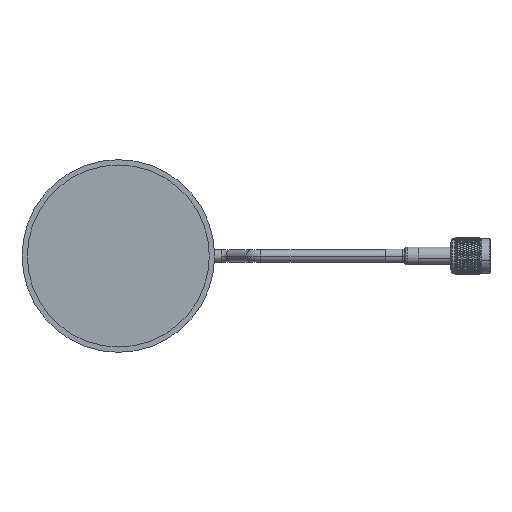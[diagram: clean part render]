
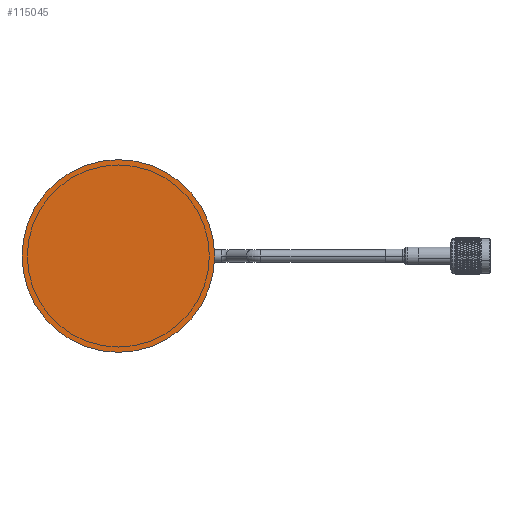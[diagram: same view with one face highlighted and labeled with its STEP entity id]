
A CAD part, front view. The second image highlights one B-rep face of the part: STEP entity #115045.
In plain terms, the highlighted planar face has unit normal (0, -1, 0).
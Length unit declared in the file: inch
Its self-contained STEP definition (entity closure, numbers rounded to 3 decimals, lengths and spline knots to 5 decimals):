
#24317 = CARTESIAN_POINT ( 'NONE',  ( 0., -0.00984, 0. ) ) ;
#26101 = CIRCLE ( 'NONE', #119621, 1.49606 ) ;
#30776 = VERTEX_POINT ( 'NONE', #33790 ) ;
#33790 = CARTESIAN_POINT ( 'NONE',  ( 0., -0.00984, 1.49606 ) ) ;
#34240 = PLANE ( 'NONE',  #96550 ) ;
#38748 = DIRECTION ( 'NONE',  ( 0., 1., 0. ) ) ;
#52307 = CARTESIAN_POINT ( 'NONE',  ( 0., -0.00984, 0. ) ) ;
#54903 = CARTESIAN_POINT ( 'NONE',  ( 0., -0.00984, -1.49606 ) ) ;
#55411 = EDGE_CURVE ( 'NONE', #30776, #123024, #79427, .T. ) ;
#61378 = DIRECTION ( 'NONE',  ( 0., 0., -1. ) ) ;
#71185 = DIRECTION ( 'NONE',  ( 0., 1., 0. ) ) ;
#72658 = FACE_OUTER_BOUND ( 'NONE', #80038, .T. ) ;
#75738 = DIRECTION ( 'NONE',  ( 0., 0., -1. ) ) ;
#79427 = CIRCLE ( 'NONE', #125075, 1.49606 ) ;
#80038 = EDGE_LOOP ( 'NONE', ( #85262, #118546 ) ) ;
#85262 = ORIENTED_EDGE ( 'NONE', *, *, #123867, .F. ) ;
#96550 = AXIS2_PLACEMENT_3D ( 'NONE', #106350, #38748, #97263 ) ;
#97263 = DIRECTION ( 'NONE',  ( 0., 0., 1. ) ) ;
#103672 = DIRECTION ( 'NONE',  ( 0., 1., 0. ) ) ;
#106350 = CARTESIAN_POINT ( 'NONE',  ( 0., -0.00984, 0. ) ) ;
#115045 = ADVANCED_FACE ( 'NONE', ( #72658 ), #34240, .F. ) ;
#118546 = ORIENTED_EDGE ( 'NONE', *, *, #55411, .F. ) ;
#119621 = AXIS2_PLACEMENT_3D ( 'NONE', #24317, #103672, #75738 ) ;
#123024 = VERTEX_POINT ( 'NONE', #54903 ) ;
#123867 = EDGE_CURVE ( 'NONE', #123024, #30776, #26101, .T. ) ;
#125075 = AXIS2_PLACEMENT_3D ( 'NONE', #52307, #71185, #61378 ) ;
